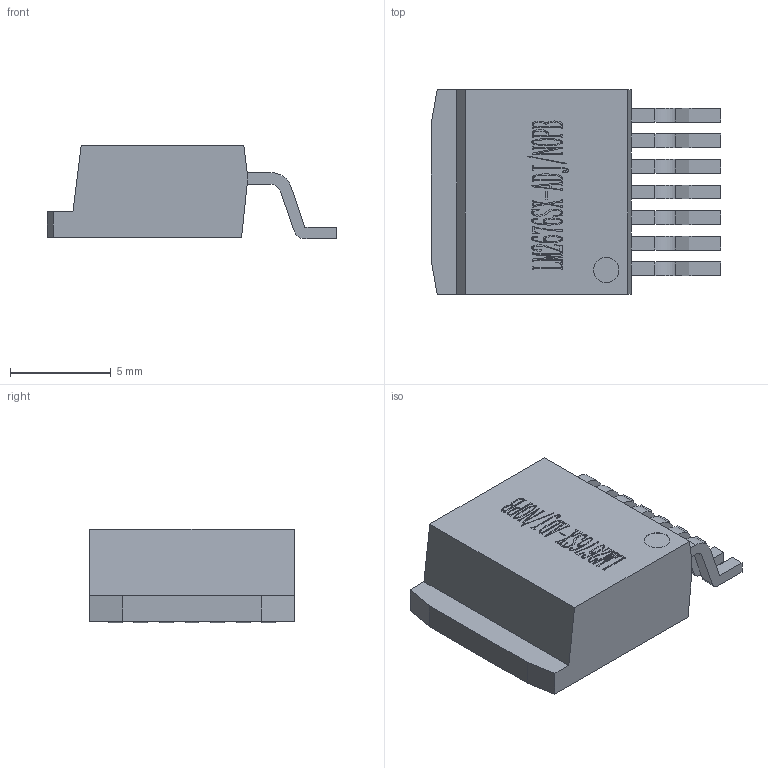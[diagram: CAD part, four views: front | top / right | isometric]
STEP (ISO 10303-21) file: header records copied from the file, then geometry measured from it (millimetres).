
FILE_DESCRIPTION (( 'STEP AP214' ), '1' );
FILE_NAME ('to263_7t1r27ppr2r41x0r91_a.STEP', '2018-08-22T15:15:03', ( '' ), ( '' ), 'SwSTEP 2.0', 'SolidWorks 2015', '' );
FILE_SCHEMA (( 'AUTOMOTIVE_DESIGN' ));
Length unit declared in the file: millimetre
Products named in the file (2): to263_7t1r27ppr2r41x0r91_a
Bounding box: 14.35 x 10.16 x 4.64 mm (x, y, z)
Volume: 422.2 mm3; surface area: 474.1 mm2
Topology: 1 solids, 1 shells, 442 faces, 1214 edges, 800 vertices
Faces by surface type: plane 283, bspline 136, cylinder 23
Entity records: 23483 total; most frequent: CARTESIAN_POINT 9210, ORIENTED_EDGE 2428, DIRECTION 1604, EDGE_CURVE 1214, LINE 896, VECTOR 896, VERTEX_POINT 800, EDGE_LOOP 468
